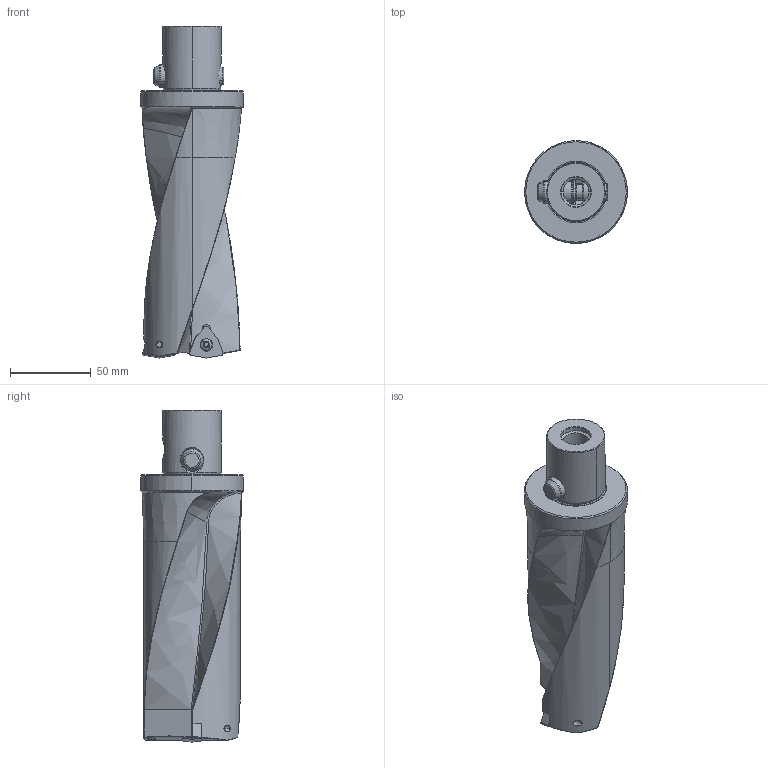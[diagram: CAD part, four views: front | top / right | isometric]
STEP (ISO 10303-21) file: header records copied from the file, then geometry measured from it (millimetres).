
FILE_DESCRIPTION(('no description'),'unknown implementation level');
FILE_NAME('9C9255F5-5497-42F6-B5D3-7B3539F0F2E0_export.stp',' ',('CIMSOURCE GmbH'),('CADClick - KiM GmbH - www.kimweb.de'),'unknown preprocess','ACIS','unknown authorization');
FILE_SCHEMA(('automotive_design'));
Length unit declared in the file: millimetre
Products named in the file (7): 336.661 Kaiser WB 61-122 X CK6|694.150 Kaiser ETL M5 X 13,3 T20 IP 10S_Standard;NONE; 336.661 Kaiser WB 61-122 X CK6|336.661 Kaiser WB 61-122 X CK6_Standard-2;NONE; 336.661 Kaiser WB 61-122 X CK6|336.661 Kaiser WB 61-122 X CK6_Standard-1;NONE; 336.661 Kaiser WB 61-122 X CK6|336.661 Kaiser WB 61-122 X CK6_Standard;NONE; 336.661 Kaiser WB 61-122 X CK6|691.506 Kaiser ETL �14 X 43K_Standard|693.305 Skizze_Standard;NONE; 336.661 Kaiser WB 61-122 X CK6|691.506 Kaiser ETL �14 X 43K_Standard|691.526 Mitnehmerbolzen_Standard;NONE
Bounding box: 63.5 x 63.5 x 205 mm (x, y, z)
Volume: 304562.7 mm3; surface area: 52468.1 mm2
Topology: 7 solids, 7 shells, 360 faces, 890 edges, 538 vertices
Faces by surface type: cylinder 107, plane 86, cone 69, bspline 48, torus 45, sphere 5
Entity records: 53315 total; most frequent: CARTESIAN_POINT 35043, STYLED_ITEM 1776, PRESENTATION_STYLE_ASSIGNMENT 1776, COLOUR_RGB 1776, ORIENTED_EDGE 1756, DIRECTION 1709, EDGE_CURVE 878, CURVE_STYLE 878
